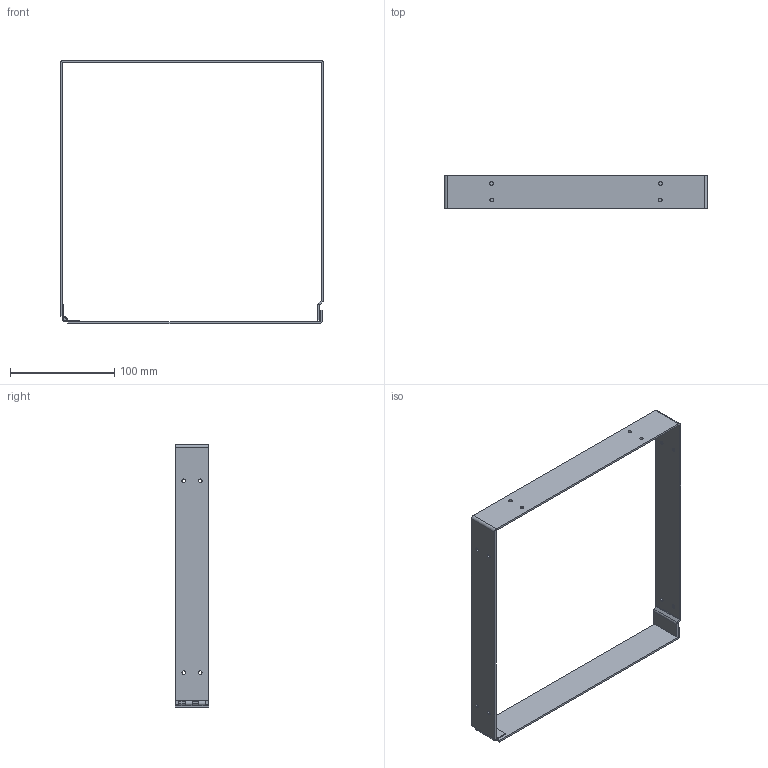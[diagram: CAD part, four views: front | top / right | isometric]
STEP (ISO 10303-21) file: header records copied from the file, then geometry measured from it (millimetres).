
FILE_DESCRIPTION(/* description */ ('CONNECTOR WIREWAY FITTING, BTM, CS, 10X10'),/* implementation_level */ '2;1');
FILE_NAME(/* name */ 'C1010.stp',/* time_stamp */ '2015-09-14T16:23:44+06:00',/* author */ ('vdas'),/* organization */ (''),/* preprocessor_version */ 'ST-DEVELOPER v15.2',/* originating_system */ 'Autodesk Inventor 2014',/* authorisation */ '');
FILE_SCHEMA (('AUTOMOTIVE_DESIGN { 1 0 10303 214 3 1 1 }'));
Length unit declared in the file: inch
Products named in the file (6): C1010BTM; C1010TOP; 3281LEAF; 3281PIN; 3281; C1010
Bounding box: 252.41 x 31.75 x 252.58 mm (x, y, z)
Volume: 60242.5 mm3; surface area: 69627.6 mm2
Topology: 5 solids, 5 shells, 107 faces, 251 edges, 154 vertices
Faces by surface type: plane 76, cylinder 31
Full cylindrical faces by diameter (mm): 2.87 x1, 3.454 x12
Entity records: 2569 total; most frequent: DIRECTION 436, CARTESIAN_POINT 401, ORIENTED_EDGE 368, EDGE_CURVE 184, AXIS2_PLACEMENT_3D 153, LINE 130, VECTOR 130, EDGE_LOOP 124
